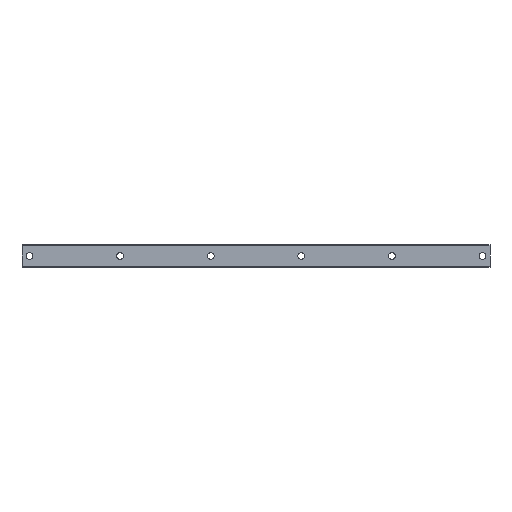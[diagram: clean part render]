
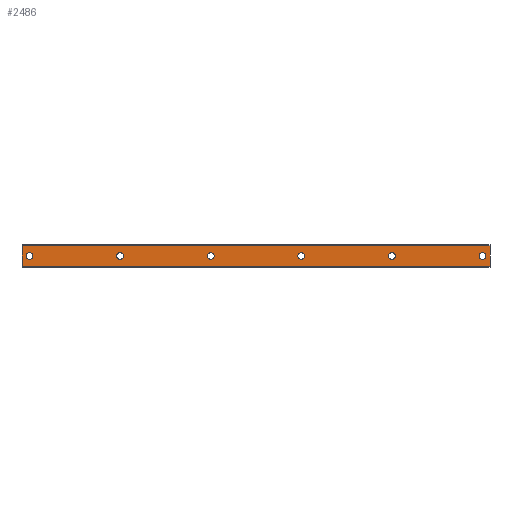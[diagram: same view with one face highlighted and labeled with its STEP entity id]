
A CAD part, front view. The second image highlights one B-rep face of the part: STEP entity #2486.
In plain terms, the highlighted planar face has unit normal (0, -1, 0).
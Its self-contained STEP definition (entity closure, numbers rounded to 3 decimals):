
#14 = CARTESIAN_POINT ( 'NONE',  ( 0., 0., 0. ) ) ;
#15 = EDGE_CURVE ( 'NONE', #2446, #1654, #1727, .T. ) ;
#33 = ORIENTED_EDGE ( 'NONE', *, *, #637, .F. ) ;
#36 = CARTESIAN_POINT ( 'NONE',  ( 120., 0., 0. ) ) ;
#56 = LINE ( 'NONE', #443, #1759 ) ;
#101 = DIRECTION ( 'NONE',  ( 0., -1., 0. ) ) ;
#109 = AXIS2_PLACEMENT_3D ( 'NONE', #2357, #1025, #1947 ) ;
#111 = ORIENTED_EDGE ( 'NONE', *, *, #889, .F. ) ;
#130 = DIRECTION ( 'NONE',  ( 0., 0., 1. ) ) ;
#158 = VERTEX_POINT ( 'NONE', #1207 ) ;
#166 = CARTESIAN_POINT ( 'NONE',  ( 60., 0., 2.25 ) ) ;
#170 = EDGE_CURVE ( 'NONE', #1097, #158, #2050, .T. ) ;
#176 = VERTEX_POINT ( 'NONE', #1218 ) ;
#194 = AXIS2_PLACEMENT_3D ( 'NONE', #14, #2423, #1279 ) ;
#219 = DIRECTION ( 'NONE',  ( 0., -1., 0. ) ) ;
#221 = DIRECTION ( 'NONE',  ( 0., 0., 1. ) ) ;
#223 = EDGE_LOOP ( 'NONE', ( #1955, #1863 ) ) ;
#231 = AXIS2_PLACEMENT_3D ( 'NONE', #2413, #1080, #130 ) ;
#260 = DIRECTION ( 'NONE',  ( 0., 1., 0. ) ) ;
#270 = ORIENTED_EDGE ( 'NONE', *, *, #366, .F. ) ;
#271 = CIRCLE ( 'NONE', #194, 2.25 ) ;
#294 = VECTOR ( 'NONE', #1712, 1000. ) ;
#297 = AXIS2_PLACEMENT_3D ( 'NONE', #1869, #1692, #2469 ) ;
#310 = CIRCLE ( 'NONE', #996, 2.25 ) ;
#361 = VERTEX_POINT ( 'NONE', #1451 ) ;
#362 = CARTESIAN_POINT ( 'NONE',  ( 240., 0., 0. ) ) ;
#366 = EDGE_CURVE ( 'NONE', #176, #1952, #519, .T. ) ;
#383 = DIRECTION ( 'NONE',  ( 0., -1., 0. ) ) ;
#405 = EDGE_LOOP ( 'NONE', ( #800, #1509 ) ) ;
#418 = EDGE_LOOP ( 'NONE', ( #111, #1041 ) ) ;
#443 = CARTESIAN_POINT ( 'NONE',  ( 305., 0., -6.786 ) ) ;
#450 = FACE_BOUND ( 'NONE', #405, .T. ) ;
#459 = EDGE_CURVE ( 'NONE', #158, #1097, #1889, .T. ) ;
#495 = CARTESIAN_POINT ( 'NONE',  ( 120., 0., 0. ) ) ;
#509 = CARTESIAN_POINT ( 'NONE',  ( 60., 0., 0. ) ) ;
#519 = LINE ( 'NONE', #2247, #2133 ) ;
#551 = VERTEX_POINT ( 'NONE', #1021 ) ;
#555 = AXIS2_PLACEMENT_3D ( 'NONE', #967, #383, #733 ) ;
#563 = VERTEX_POINT ( 'NONE', #1967 ) ;
#585 = DIRECTION ( 'NONE',  ( -1., 0., 0. ) ) ;
#606 = CARTESIAN_POINT ( 'NONE',  ( 0., 0., 2.25 ) ) ;
#607 = CARTESIAN_POINT ( 'NONE',  ( 305., 0., 6.786 ) ) ;
#610 = AXIS2_PLACEMENT_3D ( 'NONE', #607, #260, #1385 ) ;
#633 = EDGE_LOOP ( 'NONE', ( #1948, #1037 ) ) ;
#637 = EDGE_CURVE ( 'NONE', #2351, #551, #1645, .T. ) ;
#666 = DIRECTION ( 'NONE',  ( 0., 0., 1. ) ) ;
#690 = DIRECTION ( 'NONE',  ( 0., 0., 1. ) ) ;
#733 = DIRECTION ( 'NONE',  ( 0., 0., 1. ) ) ;
#753 = CARTESIAN_POINT ( 'NONE',  ( 240., 0., 2.25 ) ) ;
#800 = ORIENTED_EDGE ( 'NONE', *, *, #459, .F. ) ;
#845 = EDGE_CURVE ( 'NONE', #1816, #2188, #2043, .T. ) ;
#849 = CARTESIAN_POINT ( 'NONE',  ( -5., 0., -6.786 ) ) ;
#860 = DIRECTION ( 'NONE',  ( 0., 0., -1. ) ) ;
#861 = LINE ( 'NONE', #1464, #2205 ) ;
#872 = AXIS2_PLACEMENT_3D ( 'NONE', #1066, #1830, #1841 ) ;
#889 = EDGE_CURVE ( 'NONE', #1654, #2446, #1997, .T. ) ;
#899 = ORIENTED_EDGE ( 'NONE', *, *, #1641, .F. ) ;
#903 = EDGE_CURVE ( 'NONE', #972, #995, #861, .T. ) ;
#950 = ORIENTED_EDGE ( 'NONE', *, *, #2158, .F. ) ;
#967 = CARTESIAN_POINT ( 'NONE',  ( 300., 0., 0. ) ) ;
#972 = VERTEX_POINT ( 'NONE', #849 ) ;
#985 = DIRECTION ( 'NONE',  ( 0., 0., 1. ) ) ;
#993 = CARTESIAN_POINT ( 'NONE',  ( 60., 0., -2.25 ) ) ;
#995 = VERTEX_POINT ( 'NONE', #1416 ) ;
#996 = AXIS2_PLACEMENT_3D ( 'NONE', #2136, #219, #985 ) ;
#1021 = CARTESIAN_POINT ( 'NONE',  ( 300., 0., -2.25 ) ) ;
#1025 = DIRECTION ( 'NONE',  ( 0., -1., 0. ) ) ;
#1031 = AXIS2_PLACEMENT_3D ( 'NONE', #1047, #101, #690 ) ;
#1037 = ORIENTED_EDGE ( 'NONE', *, *, #1879, .F. ) ;
#1041 = ORIENTED_EDGE ( 'NONE', *, *, #15, .F. ) ;
#1047 = CARTESIAN_POINT ( 'NONE',  ( 60., 0., 0. ) ) ;
#1066 = CARTESIAN_POINT ( 'NONE',  ( 300., 0., 0. ) ) ;
#1072 = DIRECTION ( 'NONE',  ( 0., 0., 1. ) ) ;
#1080 = DIRECTION ( 'NONE',  ( 0., -1., 0. ) ) ;
#1097 = VERTEX_POINT ( 'NONE', #2067 ) ;
#1132 = DIRECTION ( 'NONE',  ( 0., 0., 1. ) ) ;
#1157 = ORIENTED_EDGE ( 'NONE', *, *, #1384, .F. ) ;
#1207 = CARTESIAN_POINT ( 'NONE',  ( 120., 0., 2.25 ) ) ;
#1213 = FACE_BOUND ( 'NONE', #418, .T. ) ;
#1218 = CARTESIAN_POINT ( 'NONE',  ( 305., 0., 6.786 ) ) ;
#1279 = DIRECTION ( 'NONE',  ( 0., 0., 1. ) ) ;
#1281 = VERTEX_POINT ( 'NONE', #753 ) ;
#1290 = ORIENTED_EDGE ( 'NONE', *, *, #1535, .F. ) ;
#1309 = CARTESIAN_POINT ( 'NONE',  ( 305., 0., 6.786 ) ) ;
#1318 = CARTESIAN_POINT ( 'NONE',  ( 180., 0., -2.25 ) ) ;
#1324 = CIRCLE ( 'NONE', #872, 2.25 ) ;
#1331 = LINE ( 'NONE', #1309, #294 ) ;
#1379 = DIRECTION ( 'NONE',  ( 0., -1., 0. ) ) ;
#1384 = EDGE_CURVE ( 'NONE', #1952, #972, #56, .T. ) ;
#1385 = DIRECTION ( 'NONE',  ( 0., 0., 1. ) ) ;
#1386 = CIRCLE ( 'NONE', #297, 2.25 ) ;
#1407 = FACE_BOUND ( 'NONE', #633, .T. ) ;
#1412 = EDGE_CURVE ( 'NONE', #2392, #563, #310, .T. ) ;
#1416 = CARTESIAN_POINT ( 'NONE',  ( -5., 0., 6.786 ) ) ;
#1437 = CIRCLE ( 'NONE', #2007, 2.25 ) ;
#1451 = CARTESIAN_POINT ( 'NONE',  ( 240., 0., -2.25 ) ) ;
#1464 = CARTESIAN_POINT ( 'NONE',  ( -5., 0., 6.786 ) ) ;
#1498 = CARTESIAN_POINT ( 'NONE',  ( 300., 0., 2.25 ) ) ;
#1509 = ORIENTED_EDGE ( 'NONE', *, *, #170, .F. ) ;
#1522 = AXIS2_PLACEMENT_3D ( 'NONE', #509, #2264, #666 ) ;
#1535 = EDGE_CURVE ( 'NONE', #551, #2351, #1324, .T. ) ;
#1540 = EDGE_CURVE ( 'NONE', #563, #2392, #2371, .T. ) ;
#1547 = FACE_BOUND ( 'NONE', #2234, .T. ) ;
#1561 = FACE_BOUND ( 'NONE', #1746, .T. ) ;
#1606 = AXIS2_PLACEMENT_3D ( 'NONE', #495, #2203, #1072 ) ;
#1641 = EDGE_CURVE ( 'NONE', #361, #1281, #1437, .T. ) ;
#1645 = CIRCLE ( 'NONE', #555, 2.25 ) ;
#1654 = VERTEX_POINT ( 'NONE', #166 ) ;
#1692 = DIRECTION ( 'NONE',  ( 0., -1., 0. ) ) ;
#1699 = DIRECTION ( 'NONE',  ( 0., -1., 0. ) ) ;
#1712 = DIRECTION ( 'NONE',  ( 1., 0., 0. ) ) ;
#1727 = CIRCLE ( 'NONE', #1522, 2.25 ) ;
#1746 = EDGE_LOOP ( 'NONE', ( #950, #899 ) ) ;
#1759 = VECTOR ( 'NONE', #585, 1000. ) ;
#1764 = EDGE_LOOP ( 'NONE', ( #1157, #270, #2492, #2197 ) ) ;
#1781 = CARTESIAN_POINT ( 'NONE',  ( 0., 0., -2.25 ) ) ;
#1808 = AXIS2_PLACEMENT_3D ( 'NONE', #36, #1379, #221 ) ;
#1816 = VERTEX_POINT ( 'NONE', #606 ) ;
#1830 = DIRECTION ( 'NONE',  ( 0., -1., 0. ) ) ;
#1841 = DIRECTION ( 'NONE',  ( 0., 0., 1. ) ) ;
#1863 = ORIENTED_EDGE ( 'NONE', *, *, #1412, .F. ) ;
#1869 = CARTESIAN_POINT ( 'NONE',  ( 240., 0., 0. ) ) ;
#1879 = EDGE_CURVE ( 'NONE', #2188, #1816, #271, .T. ) ;
#1889 = CIRCLE ( 'NONE', #1606, 2.25 ) ;
#1940 = PLANE ( 'NONE',  #610 ) ;
#1947 = DIRECTION ( 'NONE',  ( 0., 0., 1. ) ) ;
#1948 = ORIENTED_EDGE ( 'NONE', *, *, #845, .F. ) ;
#1952 = VERTEX_POINT ( 'NONE', #2104 ) ;
#1955 = ORIENTED_EDGE ( 'NONE', *, *, #1540, .F. ) ;
#1967 = CARTESIAN_POINT ( 'NONE',  ( 180., 0., 2.25 ) ) ;
#1997 = CIRCLE ( 'NONE', #1031, 2.25 ) ;
#2007 = AXIS2_PLACEMENT_3D ( 'NONE', #362, #1699, #1132 ) ;
#2043 = CIRCLE ( 'NONE', #109, 2.25 ) ;
#2050 = CIRCLE ( 'NONE', #1808, 2.25 ) ;
#2067 = CARTESIAN_POINT ( 'NONE',  ( 120., 0., -2.25 ) ) ;
#2104 = CARTESIAN_POINT ( 'NONE',  ( 305., 0., -6.786 ) ) ;
#2133 = VECTOR ( 'NONE', #860, 1000. ) ;
#2136 = CARTESIAN_POINT ( 'NONE',  ( 180., 0., 0. ) ) ;
#2158 = EDGE_CURVE ( 'NONE', #1281, #361, #1386, .T. ) ;
#2188 = VERTEX_POINT ( 'NONE', #1781 ) ;
#2197 = ORIENTED_EDGE ( 'NONE', *, *, #903, .F. ) ;
#2203 = DIRECTION ( 'NONE',  ( 0., -1., 0. ) ) ;
#2205 = VECTOR ( 'NONE', #2248, 1000. ) ;
#2234 = EDGE_LOOP ( 'NONE', ( #33, #1290 ) ) ;
#2247 = CARTESIAN_POINT ( 'NONE',  ( 305., 0., 6.786 ) ) ;
#2248 = DIRECTION ( 'NONE',  ( 0., 0., 1. ) ) ;
#2264 = DIRECTION ( 'NONE',  ( 0., -1., 0. ) ) ;
#2350 = FACE_BOUND ( 'NONE', #223, .T. ) ;
#2351 = VERTEX_POINT ( 'NONE', #1498 ) ;
#2357 = CARTESIAN_POINT ( 'NONE',  ( 0., 0., 0. ) ) ;
#2362 = FACE_OUTER_BOUND ( 'NONE', #1764, .T. ) ;
#2371 = CIRCLE ( 'NONE', #231, 2.25 ) ;
#2381 = EDGE_CURVE ( 'NONE', #995, #176, #1331, .T. ) ;
#2392 = VERTEX_POINT ( 'NONE', #1318 ) ;
#2413 = CARTESIAN_POINT ( 'NONE',  ( 180., 0., 0. ) ) ;
#2423 = DIRECTION ( 'NONE',  ( 0., -1., 0. ) ) ;
#2446 = VERTEX_POINT ( 'NONE', #993 ) ;
#2469 = DIRECTION ( 'NONE',  ( 0., 0., 1. ) ) ;
#2486 = ADVANCED_FACE ( 'NONE', ( #2362, #1407, #1547, #1561, #2350, #450, #1213 ), #1940, .F. ) ;
#2492 = ORIENTED_EDGE ( 'NONE', *, *, #2381, .F. ) ;
